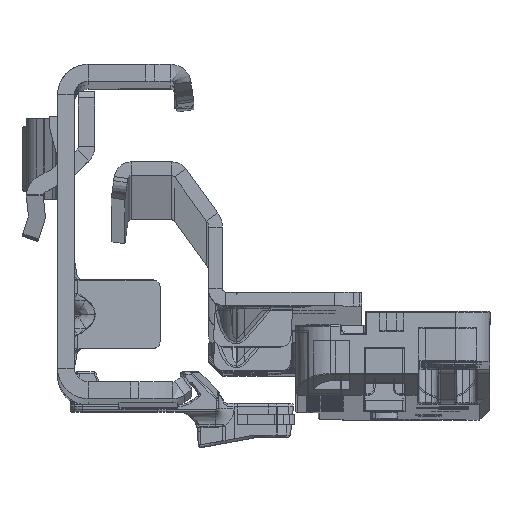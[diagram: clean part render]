
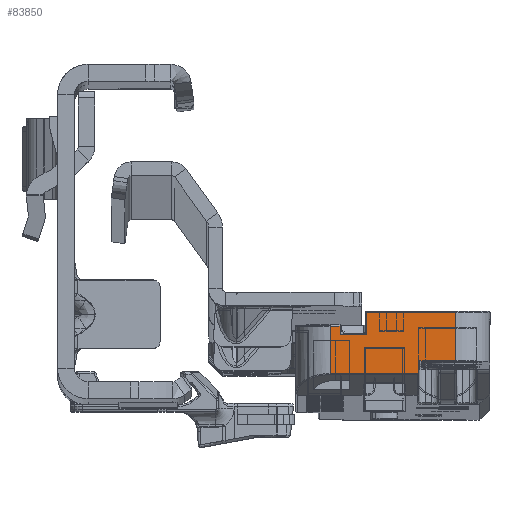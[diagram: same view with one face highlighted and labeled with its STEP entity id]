
A CAD part, top view. The second image highlights one B-rep face of the part: STEP entity #83850.
In plain terms, the highlighted face is planar.
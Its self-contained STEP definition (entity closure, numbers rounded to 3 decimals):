
#1965 = VERTEX_POINT ( 'NONE', #122251 ) ;
#3847 = PLANE ( 'NONE',  #121839 ) ;
#5616 = VERTEX_POINT ( 'NONE', #120940 ) ;
#6196 = ORIENTED_EDGE ( 'NONE', *, *, #123014, .T. ) ;
#6674 = EDGE_CURVE ( 'NONE', #123060, #17768, #51093, .T. ) ;
#7337 = VERTEX_POINT ( 'NONE', #112070 ) ;
#7598 = VECTOR ( 'NONE', #8753, 1000. ) ;
#8753 = DIRECTION ( 'NONE',  ( -1., 0., 0. ) ) ;
#10915 = VECTOR ( 'NONE', #15722, 1000. ) ;
#12274 = DIRECTION ( 'NONE',  ( 0., 0., 1. ) ) ;
#12464 = DIRECTION ( 'NONE',  ( 0., 0., 1. ) ) ;
#13840 = VERTEX_POINT ( 'NONE', #25239 ) ;
#14726 = CARTESIAN_POINT ( 'NONE',  ( 4.6, -6.785, -284.5 ) ) ;
#15722 = DIRECTION ( 'NONE',  ( 1., 0., 0. ) ) ;
#16236 = DIRECTION ( 'NONE',  ( 0., 1., 0. ) ) ;
#16307 = CARTESIAN_POINT ( 'NONE',  ( -8.3, -6.669, -284.5 ) ) ;
#17768 = VERTEX_POINT ( 'NONE', #37717 ) ;
#18574 = EDGE_CURVE ( 'NONE', #124656, #5616, #76578, .T. ) ;
#22156 = CARTESIAN_POINT ( 'NONE',  ( 19.8, -1.15, -284.5 ) ) ;
#24169 = CARTESIAN_POINT ( 'NONE',  ( -0.75, -0.9, -284.5 ) ) ;
#25239 = CARTESIAN_POINT ( 'NONE',  ( -13.7, -5., -284.5 ) ) ;
#26303 = ORIENTED_EDGE ( 'NONE', *, *, #6674, .T. ) ;
#27901 = ORIENTED_EDGE ( 'NONE', *, *, #103334, .F. ) ;
#29884 = CARTESIAN_POINT ( 'NONE',  ( 4.6, -242.444, -284.5 ) ) ;
#32391 = LINE ( 'NONE', #121823, #75446 ) ;
#32922 = CARTESIAN_POINT ( 'NONE',  ( -8.273, -6.785, -284.5 ) ) ;
#36471 = LINE ( 'NONE', #124014, #7598 ) ;
#36747 = CARTESIAN_POINT ( 'NONE',  ( -0.7, 2.1, -284.5 ) ) ;
#37071 = LINE ( 'NONE', #125867, #40133 ) ;
#37717 = CARTESIAN_POINT ( 'NONE',  ( 3.15, -1.15, -284.5 ) ) ;
#39266 = VECTOR ( 'NONE', #60066, 1000. ) ;
#40133 = VECTOR ( 'NONE', #118772, 1000. ) ;
#40198 = ORIENTED_EDGE ( 'NONE', *, *, #107585, .F. ) ;
#41864 = DIRECTION ( 'NONE',  ( 1., 0., 0. ) ) ;
#43109 = ORIENTED_EDGE ( 'NONE', *, *, #98097, .F. ) ;
#45283 = VERTEX_POINT ( 'NONE', #114080 ) ;
#47020 = LINE ( 'NONE', #36747, #98689 ) ;
#51025 = DIRECTION ( 'NONE',  ( 0., -1., 0. ) ) ;
#51093 = LINE ( 'NONE', #22156, #108879 ) ;
#51966 = AXIS2_PLACEMENT_3D ( 'NONE', #54210, #12464, #52952 ) ;
#52952 = DIRECTION ( 'NONE',  ( 1., 0., 0. ) ) ;
#54200 = VERTEX_POINT ( 'NONE', #32922 ) ;
#54210 = CARTESIAN_POINT ( 'NONE',  ( -8.5, -5.2, -284.5 ) ) ;
#54271 = CARTESIAN_POINT ( 'NONE',  ( -8.273, -6.785, -284.5 ) ) ;
#55578 = EDGE_CURVE ( 'NONE', #1965, #45283, #47020, .T. ) ;
#55596 = CARTESIAN_POINT ( 'NONE',  ( 4.6, 0.1, -284.5 ) ) ;
#60066 = DIRECTION ( 'NONE',  ( 0., 1., 0. ) ) ;
#61000 = EDGE_CURVE ( 'NONE', #13840, #1965, #104444, .T. ) ;
#61365 = DIRECTION ( 'NONE',  ( 1., 0., 0. ) ) ;
#62383 = EDGE_LOOP ( 'NONE', ( #26303, #100975, #122482, #27901, #6196, #98180, #43109, #100769, #40198, #101819, #119315, #83659 ) ) ;
#62412 = FACE_OUTER_BOUND ( 'NONE', #62383, .T. ) ;
#62672 = VERTEX_POINT ( 'NONE', #14726 ) ;
#63508 = CARTESIAN_POINT ( 'NONE',  ( 3.15, 0.1, -284.5 ) ) ;
#64493 = CARTESIAN_POINT ( 'NONE',  ( -13.7, 2., -284.5 ) ) ;
#65249 = LINE ( 'NONE', #55596, #10915 ) ;
#65805 = VECTOR ( 'NONE', #16236, 1000. ) ;
#66652 = VERTEX_POINT ( 'NONE', #78033 ) ;
#72735 = EDGE_CURVE ( 'NONE', #17768, #7337, #124027, .T. ) ;
#74252 = VECTOR ( 'NONE', #79965, 1000. ) ;
#75446 = VECTOR ( 'NONE', #51025, 1000. ) ;
#76578 = CIRCLE ( 'NONE', #51966, 0.2 ) ;
#78033 = CARTESIAN_POINT ( 'NONE',  ( -8.3, -6.669, -284.5 ) ) ;
#79965 = DIRECTION ( 'NONE',  ( 0., 1., 0. ) ) ;
#83659 = ORIENTED_EDGE ( 'NONE', *, *, #112084, .T. ) ;
#83850 = ADVANCED_FACE ( 'NONE', ( #62412 ), #3847, .F. ) ;
#86857 = DIRECTION ( 'NONE',  ( 1., 0., 0. ) ) ;
#87760 =( BOUNDED_CURVE ( )  B_SPLINE_CURVE ( 3, ( #54271, #104516, #96065, #16307 ),
 .UNSPECIFIED., .F., .T. ) 
 B_SPLINE_CURVE_WITH_KNOTS ( ( 4, 4 ),
 ( 1.047, 1.571 ),
 .UNSPECIFIED. ) 
 CURVE ( )  GEOMETRIC_REPRESENTATION_ITEM ( )  RATIONAL_B_SPLINE_CURVE ( ( 1., 0.977, 0.977, 1. ) ) 
 REPRESENTATION_ITEM ( '' )  );
#89024 = LINE ( 'NONE', #29884, #39266 ) ;
#91722 = LINE ( 'NONE', #24169, #105448 ) ;
#94984 = CARTESIAN_POINT ( 'NONE',  ( -0.75, -1.15, -284.5 ) ) ;
#95317 = EDGE_CURVE ( 'NONE', #7337, #123640, #65249, .T. ) ;
#96065 = CARTESIAN_POINT ( 'NONE',  ( -8.3, -6.71, -284.5 ) ) ;
#98097 = EDGE_CURVE ( 'NONE', #124656, #66652, #32391, .T. ) ;
#98180 = ORIENTED_EDGE ( 'NONE', *, *, #115625, .T. ) ;
#98689 = VECTOR ( 'NONE', #86857, 1000. ) ;
#100135 = DIRECTION ( 'NONE',  ( 0., -1., 0. ) ) ;
#100426 = CARTESIAN_POINT ( 'NONE',  ( 19.8, 2.6, -284.5 ) ) ;
#100769 = ORIENTED_EDGE ( 'NONE', *, *, #18574, .T. ) ;
#100975 = ORIENTED_EDGE ( 'NONE', *, *, #72735, .T. ) ;
#101819 = ORIENTED_EDGE ( 'NONE', *, *, #61000, .T. ) ;
#103132 = CARTESIAN_POINT ( 'NONE',  ( 4.6, 0.1, -284.5 ) ) ;
#103334 = EDGE_CURVE ( 'NONE', #62672, #123640, #89024, .T. ) ;
#103862 = CARTESIAN_POINT ( 'NONE',  ( -8.3, -5.2, -284.5 ) ) ;
#104444 = LINE ( 'NONE', #64493, #65805 ) ;
#104516 = CARTESIAN_POINT ( 'NONE',  ( -8.291, -6.749, -284.5 ) ) ;
#105448 = VECTOR ( 'NONE', #100135, 1000. ) ;
#107585 = EDGE_CURVE ( 'NONE', #13840, #5616, #37071, .T. ) ;
#108879 = VECTOR ( 'NONE', #61365, 1000. ) ;
#112070 = CARTESIAN_POINT ( 'NONE',  ( 3.15, 0.1, -284.5 ) ) ;
#112084 = EDGE_CURVE ( 'NONE', #45283, #123060, #91722, .T. ) ;
#114080 = CARTESIAN_POINT ( 'NONE',  ( -0.75, 2.1, -284.5 ) ) ;
#115625 = EDGE_CURVE ( 'NONE', #54200, #66652, #87760, .T. ) ;
#118772 = DIRECTION ( 'NONE',  ( 1., 0., 0. ) ) ;
#119315 = ORIENTED_EDGE ( 'NONE', *, *, #55578, .T. ) ;
#120940 = CARTESIAN_POINT ( 'NONE',  ( -8.5, -5., -284.5 ) ) ;
#121823 = CARTESIAN_POINT ( 'NONE',  ( -8.3, 0., -284.5 ) ) ;
#121839 = AXIS2_PLACEMENT_3D ( 'NONE', #100426, #12274, #41864 ) ;
#122251 = CARTESIAN_POINT ( 'NONE',  ( -13.7, 2.1, -284.5 ) ) ;
#122482 = ORIENTED_EDGE ( 'NONE', *, *, #95317, .T. ) ;
#123014 = EDGE_CURVE ( 'NONE', #62672, #54200, #36471, .T. ) ;
#123060 = VERTEX_POINT ( 'NONE', #94984 ) ;
#123640 = VERTEX_POINT ( 'NONE', #103132 ) ;
#124014 = CARTESIAN_POINT ( 'NONE',  ( -8.3, -6.785, -284.5 ) ) ;
#124027 = LINE ( 'NONE', #63508, #74252 ) ;
#124656 = VERTEX_POINT ( 'NONE', #103862 ) ;
#125867 = CARTESIAN_POINT ( 'NONE',  ( -8.3, -5., -284.5 ) ) ;
